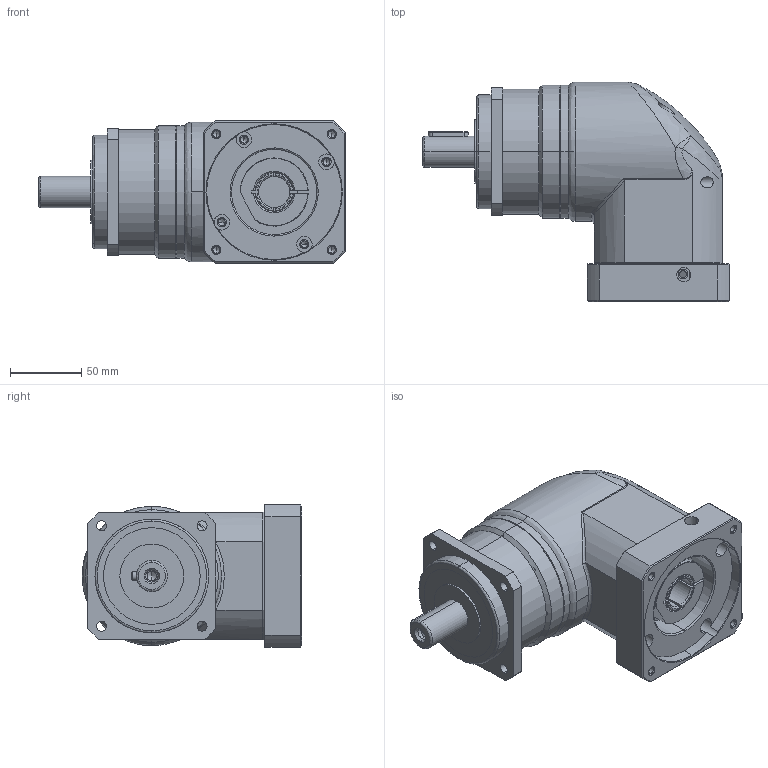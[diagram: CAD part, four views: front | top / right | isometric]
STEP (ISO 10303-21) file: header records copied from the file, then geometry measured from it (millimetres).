
FILE_DESCRIPTION (( 'STEP AP214' ), '1' );
FILE_NAME ('PBL090-L1-22-95-115-M6-M8.STEP', '2024-01-06T01:42:39', ( 'admin' ), ( '' ), 'SwSTEP 2.0', 'SolidWorks 2013', '' );
FILE_SCHEMA (( 'AUTOMOTIVE_DESIGN' ));
Length unit declared in the file: millimetre
Products named in the file (5): PB090_X2_8F9351FA7AEF_X0_; SBL090_X2_6CD55170_X0_95-115M6; SBL090_X2_8F9351658F7495017D2773AF_X0_-22; SDL090-22; PBL090-L1-22-95-115-M6-M8
Assembly tree (4 placements, depth 2):
  PBL090-L1-22-95-115-M6-M8
    SDL090-22
    SBL090_X2_8F9351658F7495017D2773AF_X0_-22
    SBL090_X2_6CD55170_X0_95-115M6
    PB090_X2_8F9351FA7AEF_X0_
Bounding box: 215.6 x 154.5 x 100 mm (x, y, z)
Volume: 1526703.5 mm3; surface area: 171293.4 mm2
Topology: 7 solids, 7 shells, 384 faces, 984 edges, 607 vertices
Faces by surface type: cylinder 173, plane 102, cone 82, bspline 25, torus 2
Entity records: 18920 total; most frequent: CARTESIAN_POINT 5310, DIRECTION 1944, ORIENTED_EDGE 1892, EDGE_CURVE 946, AXIS2_PLACEMENT_3D 775, VERTEX_POINT 607, EDGE_LOOP 455, CIRCLE 409
